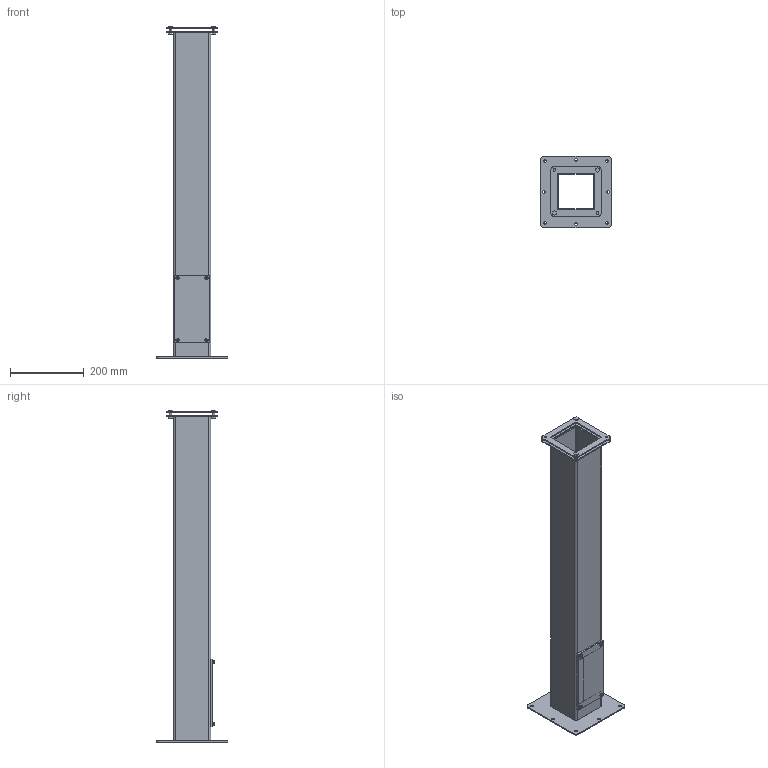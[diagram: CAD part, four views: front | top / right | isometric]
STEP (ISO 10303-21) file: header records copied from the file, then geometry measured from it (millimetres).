
FILE_DESCRIPTION (( 'STEP AP203' ), '1' );
FILE_NAME ('1495C35_Default.step', '2019-11-12T20:43:57', ( '' ), ( '' ), 'SwSTEP 2.0', 'SolidWorks 2019', '' );
FILE_SCHEMA (( 'CONFIG_CONTROL_DESIGN' ));
Length unit declared in the file: inch
Products named in the file (1): 1495C35_Default
Bounding box: 193.68 x 193.68 x 902.94 mm (x, y, z)
Volume: 1259443.6 mm3; surface area: 825278.4 mm2
Topology: 17 solids, 17 shells, 350 faces, 892 edges, 584 vertices
Faces by surface type: plane 206, cylinder 112, cone 16, bspline 8, torus 8
Entity records: 11607 total; most frequent: CARTESIAN_POINT 2883, ORIENTED_EDGE 1784, DIRECTION 1770, EDGE_CURVE 892, AXIS2_PLACEMENT_3D 615, VERTEX_POINT 584, LINE 540, VECTOR 540
